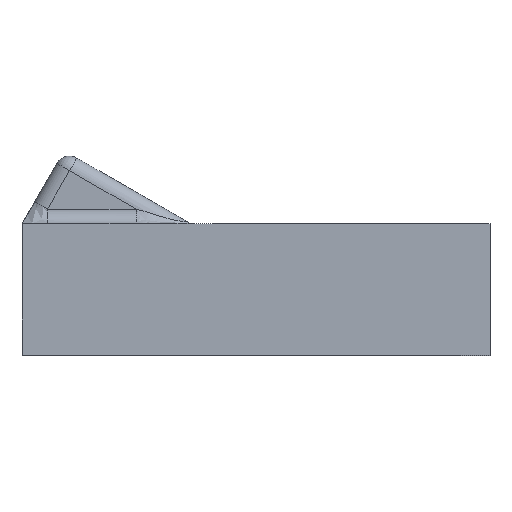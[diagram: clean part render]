
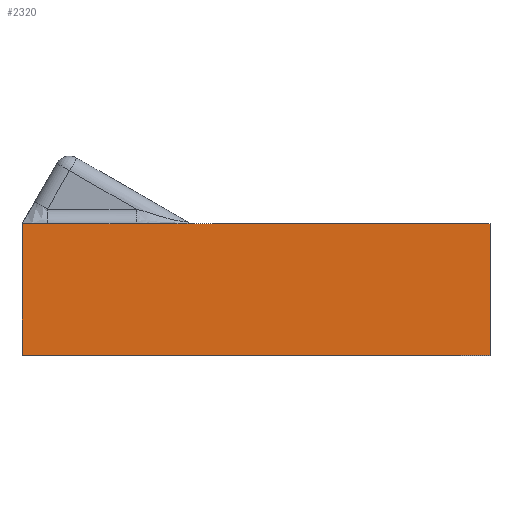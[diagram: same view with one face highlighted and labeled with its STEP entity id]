
A CAD part, top view. The second image highlights one B-rep face of the part: STEP entity #2320.
In plain terms, the highlighted planar face has unit normal (0, 0, 1).
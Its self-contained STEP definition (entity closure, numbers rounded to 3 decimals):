
#278 = PLANE('',#279);
#279 = AXIS2_PLACEMENT_3D('',#280,#281,#282);
#280 = CARTESIAN_POINT('',(15.871,9.,0.));
#281 = DIRECTION('',(0.,-1.,0.));
#282 = DIRECTION('',(-1.,0.,0.));
#1286 = VERTEX_POINT('',#1287);
#1287 = CARTESIAN_POINT('',(0.,9.,15.));
#1301 = PLANE('',#1302);
#1302 = AXIS2_PLACEMENT_3D('',#1303,#1304,#1305);
#1303 = CARTESIAN_POINT('',(0.,0.,15.));
#1304 = DIRECTION('',(1.,0.,0.));
#1305 = DIRECTION('',(0.,0.,1.));
#1313 = EDGE_CURVE('',#1286,#1314,#1316,.T.);
#1314 = VERTEX_POINT('',#1315);
#1315 = CARTESIAN_POINT('',(32.,9.,15.));
#1316 = SURFACE_CURVE('',#1317,(#1321,#1328),.PCURVE_S1.);
#1317 = LINE('',#1318,#1319);
#1318 = CARTESIAN_POINT('',(0.,9.,15.));
#1319 = VECTOR('',#1320,1.);
#1320 = DIRECTION('',(1.,0.,0.));
#1321 = PCURVE('',#278,#1322);
#1322 = DEFINITIONAL_REPRESENTATION('',(#1323),#1327);
#1323 = LINE('',#1324,#1325);
#1324 = CARTESIAN_POINT('',(15.871,-15.));
#1325 = VECTOR('',#1326,1.);
#1326 = DIRECTION('',(-1.,0.));
#1327 = ( GEOMETRIC_REPRESENTATION_CONTEXT(2) 
PARAMETRIC_REPRESENTATION_CONTEXT() REPRESENTATION_CONTEXT('2D SPACE',''
  ) );
#1328 = PCURVE('',#1329,#1334);
#1329 = PLANE('',#1330);
#1330 = AXIS2_PLACEMENT_3D('',#1331,#1332,#1333);
#1331 = CARTESIAN_POINT('',(0.,0.,15.)
  );
#1332 = DIRECTION('',(0.,0.,1.));
#1333 = DIRECTION('',(0.,1.,0.));
#1334 = DEFINITIONAL_REPRESENTATION('',(#1335),#1339);
#1335 = LINE('',#1336,#1337);
#1336 = CARTESIAN_POINT('',(9.,0.));
#1337 = VECTOR('',#1338,1.);
#1338 = DIRECTION('',(0.,-1.));
#1339 = ( GEOMETRIC_REPRESENTATION_CONTEXT(2) 
PARAMETRIC_REPRESENTATION_CONTEXT() REPRESENTATION_CONTEXT('2D SPACE',''
  ) );
#1357 = PLANE('',#1358);
#1358 = AXIS2_PLACEMENT_3D('',#1359,#1360,#1361);
#1359 = CARTESIAN_POINT('',(32.,0.,15.));
#1360 = DIRECTION('',(1.,0.,0.));
#1361 = DIRECTION('',(0.,0.,1.));
#2320 = ADVANCED_FACE('',(#2321),#1329,.T.);
#2321 = FACE_BOUND('',#2322,.T.);
#2322 = EDGE_LOOP('',(#2323,#2353,#2374,#2375));
#2323 = ORIENTED_EDGE('',*,*,#2324,.T.);
#2324 = EDGE_CURVE('',#2325,#2327,#2329,.T.);
#2325 = VERTEX_POINT('',#2326);
#2326 = CARTESIAN_POINT('',(0.,0.,15.)
  );
#2327 = VERTEX_POINT('',#2328);
#2328 = CARTESIAN_POINT('',(32.,0.,15.));
#2329 = SURFACE_CURVE('',#2330,(#2334,#2341),.PCURVE_S1.);
#2330 = LINE('',#2331,#2332);
#2331 = CARTESIAN_POINT('',(0.,0.,15.)
  );
#2332 = VECTOR('',#2333,1.);
#2333 = DIRECTION('',(1.,0.,0.));
#2334 = PCURVE('',#1329,#2335);
#2335 = DEFINITIONAL_REPRESENTATION('',(#2336),#2340);
#2336 = LINE('',#2337,#2338);
#2337 = CARTESIAN_POINT('',(0.,0.));
#2338 = VECTOR('',#2339,1.);
#2339 = DIRECTION('',(0.,-1.));
#2340 = ( GEOMETRIC_REPRESENTATION_CONTEXT(2) 
PARAMETRIC_REPRESENTATION_CONTEXT() REPRESENTATION_CONTEXT('2D SPACE',''
  ) );
#2341 = PCURVE('',#2342,#2347);
#2342 = PLANE('',#2343);
#2343 = AXIS2_PLACEMENT_3D('',#2344,#2345,#2346);
#2344 = CARTESIAN_POINT('',(19.913,0.,
    0.));
#2345 = DIRECTION('',(0.,1.,0.));
#2346 = DIRECTION('',(1.,0.,0.));
#2347 = DEFINITIONAL_REPRESENTATION('',(#2348),#2352);
#2348 = LINE('',#2349,#2350);
#2349 = CARTESIAN_POINT('',(-19.913,-15.));
#2350 = VECTOR('',#2351,1.);
#2351 = DIRECTION('',(1.,0.));
#2352 = ( GEOMETRIC_REPRESENTATION_CONTEXT(2) 
PARAMETRIC_REPRESENTATION_CONTEXT() REPRESENTATION_CONTEXT('2D SPACE',''
  ) );
#2353 = ORIENTED_EDGE('',*,*,#2354,.T.);
#2354 = EDGE_CURVE('',#2327,#1314,#2355,.T.);
#2355 = SURFACE_CURVE('',#2356,(#2360,#2367),.PCURVE_S1.);
#2356 = LINE('',#2357,#2358);
#2357 = CARTESIAN_POINT('',(32.,0.,15.));
#2358 = VECTOR('',#2359,1.);
#2359 = DIRECTION('',(0.,1.,0.));
#2360 = PCURVE('',#1329,#2361);
#2361 = DEFINITIONAL_REPRESENTATION('',(#2362),#2366);
#2362 = LINE('',#2363,#2364);
#2363 = CARTESIAN_POINT('',(0.,-32.));
#2364 = VECTOR('',#2365,1.);
#2365 = DIRECTION('',(1.,0.));
#2366 = ( GEOMETRIC_REPRESENTATION_CONTEXT(2) 
PARAMETRIC_REPRESENTATION_CONTEXT() REPRESENTATION_CONTEXT('2D SPACE',''
  ) );
#2367 = PCURVE('',#1357,#2368);
#2368 = DEFINITIONAL_REPRESENTATION('',(#2369),#2373);
#2369 = LINE('',#2370,#2371);
#2370 = CARTESIAN_POINT('',(0.,0.));
#2371 = VECTOR('',#2372,1.);
#2372 = DIRECTION('',(0.,-1.));
#2373 = ( GEOMETRIC_REPRESENTATION_CONTEXT(2) 
PARAMETRIC_REPRESENTATION_CONTEXT() REPRESENTATION_CONTEXT('2D SPACE',''
  ) );
#2374 = ORIENTED_EDGE('',*,*,#1313,.F.);
#2375 = ORIENTED_EDGE('',*,*,#2376,.F.);
#2376 = EDGE_CURVE('',#2325,#1286,#2377,.T.);
#2377 = SURFACE_CURVE('',#2378,(#2382,#2389),.PCURVE_S1.);
#2378 = LINE('',#2379,#2380);
#2379 = CARTESIAN_POINT('',(0.,0.,15.));
#2380 = VECTOR('',#2381,1.);
#2381 = DIRECTION('',(0.,1.,0.));
#2382 = PCURVE('',#1329,#2383);
#2383 = DEFINITIONAL_REPRESENTATION('',(#2384),#2388);
#2384 = LINE('',#2385,#2386);
#2385 = CARTESIAN_POINT('',(0.,0.));
#2386 = VECTOR('',#2387,1.);
#2387 = DIRECTION('',(1.,0.));
#2388 = ( GEOMETRIC_REPRESENTATION_CONTEXT(2) 
PARAMETRIC_REPRESENTATION_CONTEXT() REPRESENTATION_CONTEXT('2D SPACE',''
  ) );
#2389 = PCURVE('',#1301,#2390);
#2390 = DEFINITIONAL_REPRESENTATION('',(#2391),#2395);
#2391 = LINE('',#2392,#2393);
#2392 = CARTESIAN_POINT('',(0.,0.));
#2393 = VECTOR('',#2394,1.);
#2394 = DIRECTION('',(0.,-1.));
#2395 = ( GEOMETRIC_REPRESENTATION_CONTEXT(2) 
PARAMETRIC_REPRESENTATION_CONTEXT() REPRESENTATION_CONTEXT('2D SPACE',''
  ) );
